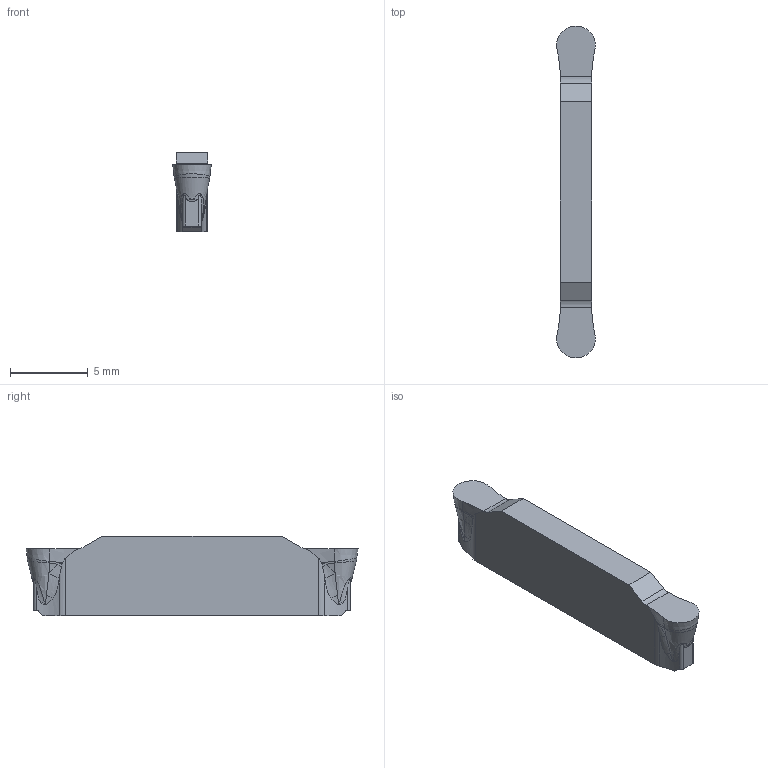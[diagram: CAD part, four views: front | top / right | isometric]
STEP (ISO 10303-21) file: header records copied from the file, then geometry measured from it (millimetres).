
FILE_DESCRIPTION((''),'2;1');
FILE_NAME('GY2M0250E125N-B','2021-02-26T11:15:19',('tlyac05'),('PTC Japan'),'CREO PARAMETRIC BY PTC INC, 2018500','CREO PARAMETRIC BY PTC INC, 2018500','');
FILE_SCHEMA(('AUTOMOTIVE_DESIGN { 1 0 10303 214 1 1 1 1 }'));
Length unit declared in the file: millimetre
Products named in the file (1): GY2M0250E125N-B
Bounding box: 2.49 x 21.4 x 5.1 mm (x, y, z)
Volume: 193.8 mm3; surface area: 292 mm2
Topology: 1 solids, 1 shells, 74 faces, 230 edges, 158 vertices
Faces by surface type: bspline 38, cylinder 20, plane 14, cone 2
Entity records: 7648 total; most frequent: CARTESIAN_POINT 4356, ORIENTED_EDGE 416, PRESENTATION_STYLE_ASSIGNMENT 307, STYLED_ITEM 233, CURVE_STYLE 232, EDGE_CURVE 208, DIRECTION 198, FILL_AREA_STYLE_COLOUR 149
